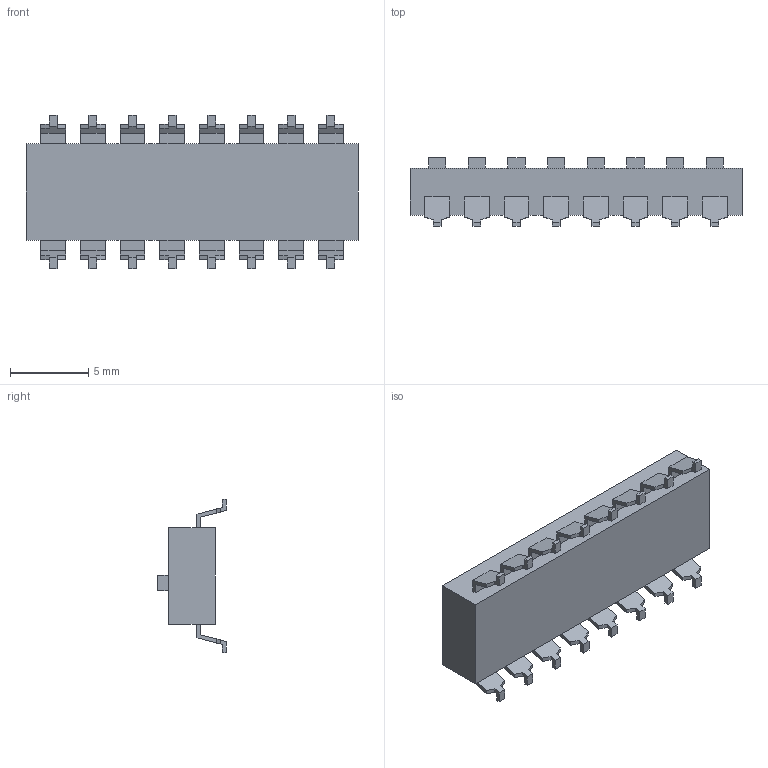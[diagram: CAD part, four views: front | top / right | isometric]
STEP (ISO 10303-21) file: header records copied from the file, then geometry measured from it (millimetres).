
FILE_DESCRIPTION (( 'STEP AP203' ), '1' );
FILE_NAME ('A6S_8104_H.step', '2014-02-05T01:12:27', ( 'OSMC1.0 匠エンジニアリング山之内' ), ( 'TAKUMI-Engniaring' ), 'SwSTEP 2.0', 'SolidWorks 2002025', '' );
FILE_SCHEMA (( 'CONFIG_CONTROL_DESIGN' ));
Length unit declared in the file: millimetre
Products named in the file (1): A6S_8104_H
Bounding box: 21.26 x 4.4 x 9.8 mm (x, y, z)
Volume: 403.2 mm3; surface area: 639.9 mm2
Topology: 1 solids, 1 shells, 294 faces, 780 edges, 520 vertices
Faces by surface type: plane 294
Entity records: 9001 total; most frequent: CARTESIAN_POINT 1595, ORIENTED_EDGE 1560, DIRECTION 1370, EDGE_CURVE 780, VECTOR 780, LINE 780, VERTEX_POINT 520, EDGE_LOOP 326
